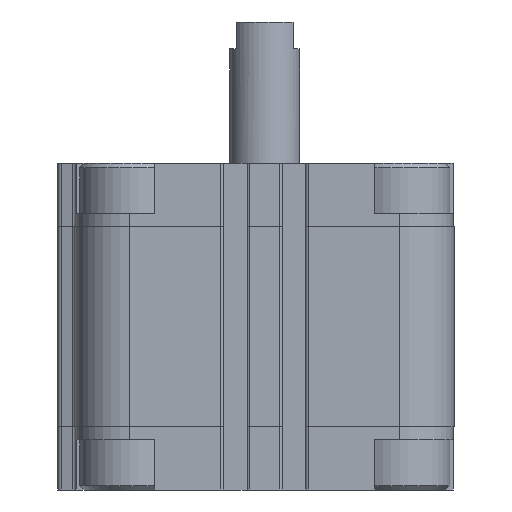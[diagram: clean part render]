
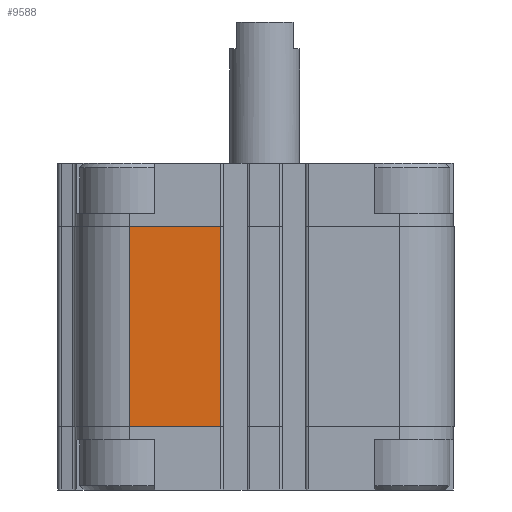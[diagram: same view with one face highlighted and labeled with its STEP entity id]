
A CAD part, left-side view. The second image highlights one B-rep face of the part: STEP entity #9588.
In plain terms, the highlighted face is planar.
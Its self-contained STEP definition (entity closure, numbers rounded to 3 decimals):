
#1844=ORIENTED_EDGE('',*,*,#4300,.F.);
#1845=ORIENTED_EDGE('',*,*,#4328,.F.);
#1846=ORIENTED_EDGE('',*,*,#4000,.T.);
#1847=ORIENTED_EDGE('',*,*,#4329,.T.);
#4000=EDGE_CURVE('',#5381,#5380,#6199,.T.);
#4300=EDGE_CURVE('',#5566,#5567,#6415,.T.);
#4328=EDGE_CURVE('',#5381,#5566,#6432,.T.);
#4329=EDGE_CURVE('',#5380,#5567,#6433,.T.);
#5380=VERTEX_POINT('',#14758);
#5381=VERTEX_POINT('',#14760);
#5566=VERTEX_POINT('',#15350);
#5567=VERTEX_POINT('',#15352);
#6199=LINE('',#14759,#7073);
#6415=LINE('',#15351,#7289);
#6432=LINE('',#15407,#7306);
#6433=LINE('',#15409,#7307);
#7073=VECTOR('',#11425,1000.);
#7289=VECTOR('',#12021,1000.);
#7306=VECTOR('',#12090,1000.);
#7307=VECTOR('',#12093,1000.);
#7857=EDGE_LOOP('',(#1844,#1845,#1846,#1847));
#8539=FACE_BOUND('',#7857,.T.);
#9147=PLANE('',#10363);
#9588=ADVANCED_FACE('',(#8539),#9147,.T.);
#10363=AXIS2_PLACEMENT_3D('',#15408,#12091,#12092);
#11425=DIRECTION('',(0.,1.,0.));
#12021=DIRECTION('',(0.,1.,0.));
#12090=DIRECTION('',(0.,0.,1.));
#12091=DIRECTION('',(1.,0.,0.));
#12092=DIRECTION('',(0.,0.,-1.));
#12093=DIRECTION('',(0.,0.,1.));
#14758=CARTESIAN_POINT('',(43.5,-10.05,-60.5));
#14759=CARTESIAN_POINT('',(43.5,-31.,-60.5));
#14760=CARTESIAN_POINT('',(43.5,-31.,-60.5));
#15350=CARTESIAN_POINT('',(43.5,-31.,-14.5));
#15351=CARTESIAN_POINT('',(43.5,-31.,-14.5));
#15352=CARTESIAN_POINT('',(43.5,-10.05,-14.5));
#15407=CARTESIAN_POINT('',(43.5,-31.,-60.5));
#15408=CARTESIAN_POINT('',(43.5,-31.,-60.5));
#15409=CARTESIAN_POINT('',(43.5,-10.05,-60.5));
